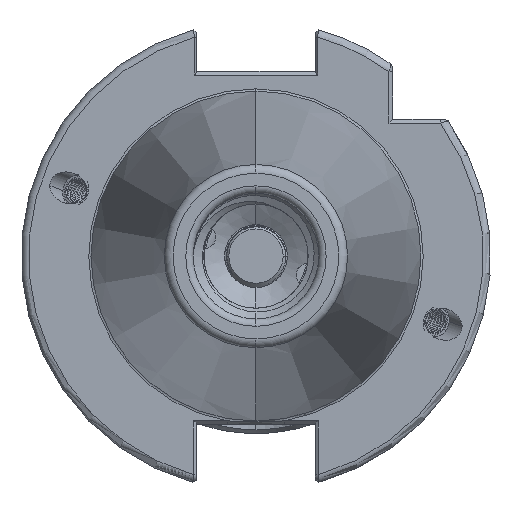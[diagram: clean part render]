
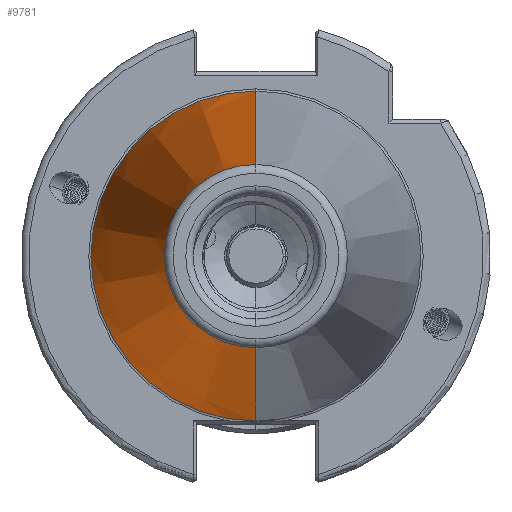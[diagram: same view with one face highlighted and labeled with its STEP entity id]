
A CAD part, left-side view. The second image highlights one B-rep face of the part: STEP entity #9781.
In plain terms, the highlighted conical face has half-angle 8.297 degrees and reference radius 22.692 mm.
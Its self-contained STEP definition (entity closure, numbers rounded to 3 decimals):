
#342 = EDGE_LOOP ( 'NONE', ( #24271, #24393, #24471, #24389 ) ) ;
#3444 = CARTESIAN_POINT ( 'NONE',  ( 0., 0., -22.692 ) ) ;
#3472 = DIRECTION ( 'NONE',  ( 0.99, 0., -0.144 ) ) ;
#3498 = DIRECTION ( 'NONE',  ( 1., 0., 0. ) ) ;
#3505 = DIRECTION ( 'NONE',  ( 0., 0., -1. ) ) ;
#3508 = CARTESIAN_POINT ( 'NONE',  ( -2.5, 0., 0. ) ) ;
#3535 = CARTESIAN_POINT ( 'NONE',  ( 0., 0., 22.692 ) ) ;
#3543 = DIRECTION ( 'NONE',  ( 0.99, 0., 0.144 ) ) ;
#7529 = CIRCLE ( 'NONE', #16532, 12.4 ) ;
#7660 = LINE ( 'NONE', #3444, #7700 ) ;
#7700 = VECTOR ( 'NONE', #3472, 1000. ) ;
#7762 = LINE ( 'NONE', #3535, #7827 ) ;
#7771 = CIRCLE ( 'NONE', #16536, 22.327 ) ;
#7827 = VECTOR ( 'NONE', #3543, 1000. ) ;
#8216 = DIRECTION ( 'NONE',  ( 1., 0., 0. ) ) ;
#8235 = CARTESIAN_POINT ( 'NONE',  ( 0., 0., 0. ) ) ;
#8250 = DIRECTION ( 'NONE',  ( 0., 0., -1. ) ) ;
#9781 = ADVANCED_FACE ( 'NONE', ( #23438 ), #23412, .T. ) ;
#11480 = EDGE_CURVE ( 'NONE', #26995, #27028, #7529, .T. ) ;
#11528 = EDGE_CURVE ( 'NONE', #26995, #27036, #7660, .T. ) ;
#11543 = EDGE_CURVE ( 'NONE', #27036, #27040, #7771, .T. ) ;
#11556 = EDGE_CURVE ( 'NONE', #27028, #27040, #7762, .T. ) ;
#16085 = DIRECTION ( 'NONE',  ( 1., 0., 0. ) ) ;
#16098 = DIRECTION ( 'NONE',  ( 0., 0., 1. ) ) ;
#16102 = CARTESIAN_POINT ( 'NONE',  ( -70.573, 0., 0. ) ) ;
#16532 = AXIS2_PLACEMENT_3D ( 'NONE', #16102, #16085, #16098 ) ;
#16536 = AXIS2_PLACEMENT_3D ( 'NONE', #3508, #3498, #3505 ) ;
#16762 = AXIS2_PLACEMENT_3D ( 'NONE', #8235, #8216, #8250 ) ;
#23412 = CONICAL_SURFACE ( 'NONE', #16762, 22.692, 0.145 ) ;
#23438 = FACE_OUTER_BOUND ( 'NONE', #342, .T. ) ;
#24271 = ORIENTED_EDGE ( 'NONE', *, *, #11480, .T. ) ;
#24389 = ORIENTED_EDGE ( 'NONE', *, *, #11528, .F. ) ;
#24393 = ORIENTED_EDGE ( 'NONE', *, *, #11556, .T. ) ;
#24471 = ORIENTED_EDGE ( 'NONE', *, *, #11543, .F. ) ;
#26995 = VERTEX_POINT ( 'NONE', #35718 ) ;
#27028 = VERTEX_POINT ( 'NONE', #35726 ) ;
#27036 = VERTEX_POINT ( 'NONE', #35728 ) ;
#27040 = VERTEX_POINT ( 'NONE', #35756 ) ;
#35718 = CARTESIAN_POINT ( 'NONE',  ( -70.573, 0., -12.4 ) ) ;
#35726 = CARTESIAN_POINT ( 'NONE',  ( -70.573, 0., 12.4 ) ) ;
#35728 = CARTESIAN_POINT ( 'NONE',  ( -2.5, 0., -22.327 ) ) ;
#35756 = CARTESIAN_POINT ( 'NONE',  ( -2.5, 0., 22.327 ) ) ;
